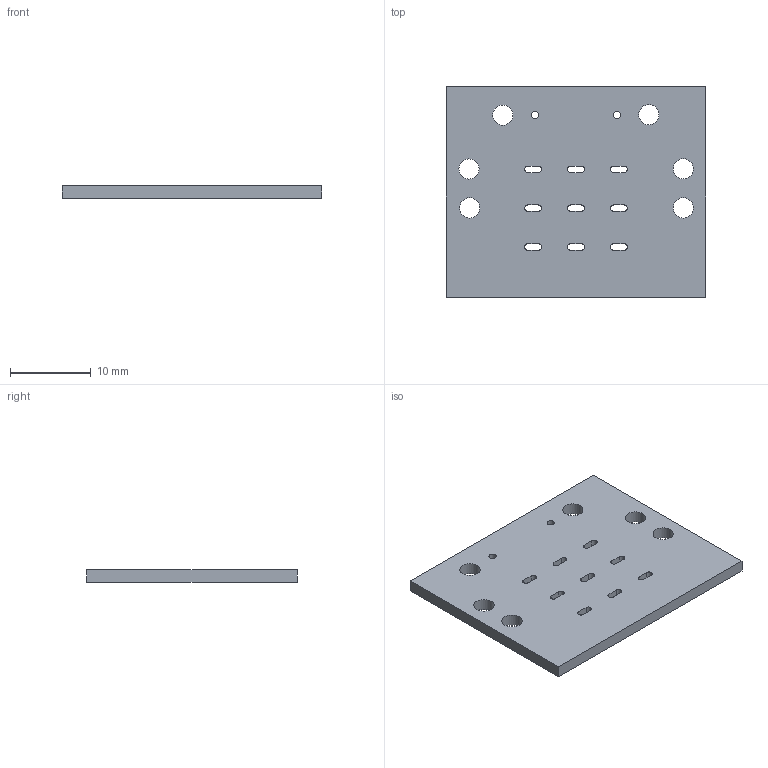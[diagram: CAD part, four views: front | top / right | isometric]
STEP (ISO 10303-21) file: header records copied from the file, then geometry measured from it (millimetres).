
FILE_DESCRIPTION(('KiCad electronic assembly'),'2;1');
FILE_NAME('ProPrj_Test_2025-06-08.step','2025-06-08T15:46:47',('Pcbnew') ,('Kicad'),'Open CASCADE STEP processor 7.8','KiCad to STEP converter' ,'Unknown');
FILE_SCHEMA(('AUTOMOTIVE_DESIGN { 1 0 10303 214 1 1 1 1 }'));
Length unit declared in the file: millimetre
Products named in the file (2): ProPrj_Test_2025-06-08 1; ProPrj_Test_2025-06-08_PCB
Assembly tree (1 placements, depth 2):
  ProPrj_Test_2025-06-08 1
    ProPrj_Test_2025-06-08_PCB
Bounding box: 32 x 26 x 1.51 mm (x, y, z)
Volume: 1189 mm3; surface area: 1899.1 mm2
Topology: 1 solids, 1 shells, 50 faces, 144 edges, 96 vertices
Faces by surface type: cylinder 26, plane 24
Full cylindrical faces by diameter (mm): 0.899 x2, 2.5 x6
Entity records: 1765 total; most frequent: DIRECTION 300, CARTESIAN_POINT 292, ORIENTED_EDGE 288, EDGE_CURVE 144, AXIS2_PLACEMENT_3D 104, VERTEX_POINT 96, LINE 92, VECTOR 92
